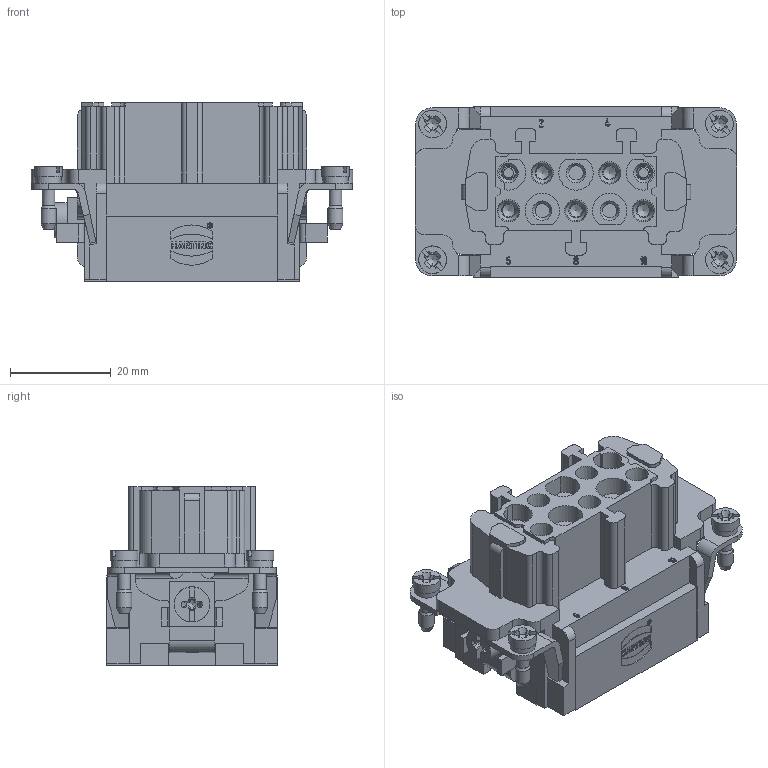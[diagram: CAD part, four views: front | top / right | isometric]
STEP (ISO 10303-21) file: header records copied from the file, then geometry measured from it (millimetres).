
FILE_DESCRIPTION(/* description */ (''),/* implementation_level */ '2;1');
FILE_NAME(/* name */ '100204897ugm000_e.stp',/* time_stamp */ '2019-07-03T09:25:03+02:00',/* author */ (''),/* organization */ (''),/* preprocessor_version */ 'ST-DEVELOPER v16.7',/* originating_system */ 'SIEMENS PLM Software NX 12.0',/* authorisation */ '');
FILE_SCHEMA (('AUTOMOTIVE_DESIGN { 1 0 10303 214 3 1 1 1 }'));
Length unit declared in the file: millimetre
Products named in the file (1): 100204897ugm000_e
Bounding box: 63.85 x 34 x 35.55 mm (x, y, z)
Volume: 38101.9 mm3; surface area: 16074 mm2
Topology: 1 solids, 5 shells, 1251 faces, 4005 edges, 3418 vertices
Faces by surface type: plane 808, extrusion 196, cylinder 172, cone 70, torus 5
Full cylindrical faces by diameter (mm): 0.911 x1, 1.077 x1, 2.13 x2, 2.285 x2, 2.5 x4, 2.6 x2, 2.85 x10, 3 x4, 3.05 x5, 3.242 x1, 5 x4, 5.4 x10, 5.5 x4, 7 x1
Entity records: 53872 total; most frequent: CARTESIAN_POINT 11044, ORIENTED_EDGE 6506, DIRECTION 5883, EDGE_CURVE 3253, VECTOR 2735, LINE 2539, VERTEX_POINT 2211, PRESENTATION_STYLE_ASSIGNMENT 1811
